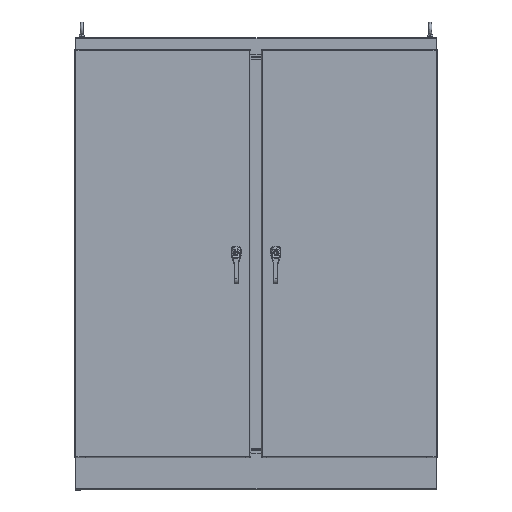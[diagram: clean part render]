
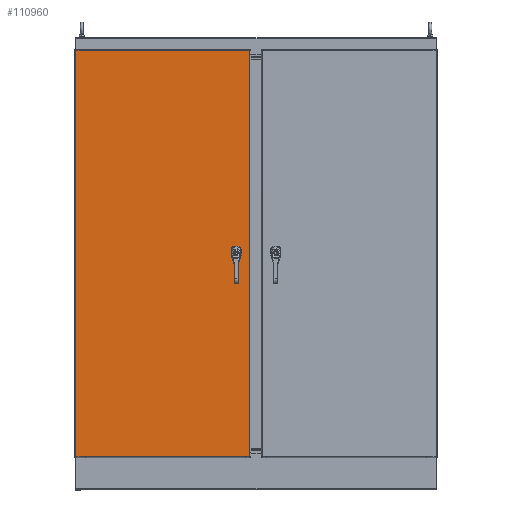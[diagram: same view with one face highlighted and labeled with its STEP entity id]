
A CAD part, top view. The second image highlights one B-rep face of the part: STEP entity #110960.
In plain terms, the highlighted planar face has unit normal (0, 0, 1).
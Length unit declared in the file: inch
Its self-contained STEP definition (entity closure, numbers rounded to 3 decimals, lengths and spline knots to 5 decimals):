
#1139 = CARTESIAN_POINT ( 'NONE',  ( 31.617, 46.74588, 21.34925 ) ) ;
#1561 = AXIS2_PLACEMENT_3D ( 'NONE', #119621, #108085, #36385 ) ;
#3616 = VECTOR ( 'NONE', #42723, 39.37008 ) ;
#4198 = CARTESIAN_POINT ( 'NONE',  ( 31.8765, 46.0735, 21.34925 ) ) ;
#5301 = VERTEX_POINT ( 'NONE', #141921 ) ;
#6712 = ORIENTED_EDGE ( 'NONE', *, *, #134447, .T. ) ;
#7502 = DIRECTION ( 'NONE',  ( 0., 0., -1. ) ) ;
#8802 = EDGE_LOOP ( 'NONE', ( #53398, #50757, #121531, #115373, #105280, #91635, #116759, #14932 ) ) ;
#11800 = DIRECTION ( 'NONE',  ( -1., 0., 0. ) ) ;
#12106 = VERTEX_POINT ( 'NONE', #58583 ) ;
#13154 = DIRECTION ( 'NONE',  ( 0., 1., 0. ) ) ;
#14932 = ORIENTED_EDGE ( 'NONE', *, *, #86061, .T. ) ;
#17716 = VECTOR ( 'NONE', #13154, 39.37008 ) ;
#19072 = CIRCLE ( 'NONE', #87061, 0.1405 ) ;
#19638 = CARTESIAN_POINT ( 'NONE',  ( 17.392, 87.44825, 21.34925 ) ) ;
#20251 = EDGE_CURVE ( 'NONE', #112998, #135830, #131039, .T. ) ;
#20321 = CIRCLE ( 'NONE', #143282, 0.453 ) ;
#21174 = CARTESIAN_POINT ( 'NONE',  ( 32.017, 47.8435, 21.34925 ) ) ;
#22548 = CARTESIAN_POINT ( 'NONE',  ( 32.22962, 46.5585, 21.34925 ) ) ;
#23586 = FACE_BOUND ( 'NONE', #8802, .T. ) ;
#26473 = VERTEX_POINT ( 'NONE', #150260 ) ;
#27951 = DIRECTION ( 'NONE',  ( 0., 0., -1. ) ) ;
#31525 = CARTESIAN_POINT ( 'NONE',  ( 32.417, 46.9585, 21.34925 ) ) ;
#31562 = CARTESIAN_POINT ( 'NONE',  ( 17.392, 6.46875, 21.34925 ) ) ;
#31638 = VERTEX_POINT ( 'NONE', #22548 ) ;
#32562 = EDGE_LOOP ( 'NONE', ( #152601 ) ) ;
#33138 = DIRECTION ( 'NONE',  ( 0., 0., -1. ) ) ;
#34461 = AXIS2_PLACEMENT_3D ( 'NONE', #153356, #7502, #103860 ) ;
#35540 = CARTESIAN_POINT ( 'NONE',  ( 31.8765, 47.8435, 21.34925 ) ) ;
#36385 = DIRECTION ( 'NONE',  ( -1., 0., 0. ) ) ;
#36673 = FACE_BOUND ( 'NONE', #77875, .T. ) ;
#40939 = EDGE_CURVE ( 'NONE', #55586, #55586, #76110, .T. ) ;
#41069 = CARTESIAN_POINT ( 'NONE',  ( 32.017, 46.0735, 21.34925 ) ) ;
#42004 = LINE ( 'NONE', #86737, #91029 ) ;
#42723 = DIRECTION ( 'NONE',  ( -1., 0., 0. ) ) ;
#43035 = VECTOR ( 'NONE', #127688, 39.37008 ) ;
#43081 = DIRECTION ( 'NONE',  ( 0., -1., 0. ) ) ;
#43265 = ORIENTED_EDGE ( 'NONE', *, *, #127095, .T. ) ;
#43558 = ORIENTED_EDGE ( 'NONE', *, *, #90820, .T. ) ;
#44164 = CARTESIAN_POINT ( 'NONE',  ( 32.017, 46.9585, 21.34925 ) ) ;
#46250 = EDGE_CURVE ( 'NONE', #86559, #112998, #78855, .T. ) ;
#47164 = VERTEX_POINT ( 'NONE', #71001 ) ;
#47531 = EDGE_CURVE ( 'NONE', #65686, #86559, #146361, .T. ) ;
#48926 = DIRECTION ( 'NONE',  ( 0., 0., -1. ) ) ;
#50757 = ORIENTED_EDGE ( 'NONE', *, *, #119650, .T. ) ;
#52373 = VECTOR ( 'NONE', #130101, 39.37008 ) ;
#53398 = ORIENTED_EDGE ( 'NONE', *, *, #136669, .T. ) ;
#54335 = CARTESIAN_POINT ( 'NONE',  ( 34.69425, 87.44825, 21.34925 ) ) ;
#54589 = ORIENTED_EDGE ( 'NONE', *, *, #40939, .T. ) ;
#55586 = VERTEX_POINT ( 'NONE', #4198 ) ;
#55652 = CARTESIAN_POINT ( 'NONE',  ( 31.80438, 46.5585, 21.34925 ) ) ;
#58583 = CARTESIAN_POINT ( 'NONE',  ( 32.417, 46.74588, 21.34925 ) ) ;
#61078 = DIRECTION ( 'NONE',  ( -1., 0., 0. ) ) ;
#65686 = VERTEX_POINT ( 'NONE', #136525 ) ;
#66796 = ORIENTED_EDGE ( 'NONE', *, *, #76526, .T. ) ;
#70653 = CARTESIAN_POINT ( 'NONE',  ( 17.392, 47.3585, 21.34925 ) ) ;
#71001 = CARTESIAN_POINT ( 'NONE',  ( 34.69425, 6.46875, 21.34925 ) ) ;
#72100 = VERTEX_POINT ( 'NONE', #1139 ) ;
#72888 = LINE ( 'NONE', #132794, #155858 ) ;
#75427 = DIRECTION ( 'NONE',  ( 0., 0., -1. ) ) ;
#76110 = CIRCLE ( 'NONE', #148563, 0.1405 ) ;
#76526 = EDGE_CURVE ( 'NONE', #100148, #93584, #84634, .T. ) ;
#77875 = EDGE_LOOP ( 'NONE', ( #81820 ) ) ;
#78855 = LINE ( 'NONE', #70653, #52373 ) ;
#80101 = DIRECTION ( 'NONE',  ( -1., 0., 0. ) ) ;
#81820 = ORIENTED_EDGE ( 'NONE', *, *, #84157, .T. ) ;
#82648 = EDGE_CURVE ( 'NONE', #94374, #72100, #138066, .T. ) ;
#84157 = EDGE_CURVE ( 'NONE', #134277, #134277, #19072, .T. ) ;
#84634 = LINE ( 'NONE', #19638, #3616 ) ;
#86061 = EDGE_CURVE ( 'NONE', #135830, #12106, #107217, .T. ) ;
#86559 = VERTEX_POINT ( 'NONE', #132552 ) ;
#86737 = CARTESIAN_POINT ( 'NONE',  ( 34.69425, 46.9585, 21.34925 ) ) ;
#87061 = AXIS2_PLACEMENT_3D ( 'NONE', #21174, #130559, #80101 ) ;
#90820 = EDGE_CURVE ( 'NONE', #47164, #100148, #42004, .T. ) ;
#91029 = VECTOR ( 'NONE', #98833, 39.37008 ) ;
#91635 = ORIENTED_EDGE ( 'NONE', *, *, #46250, .T. ) ;
#93584 = VERTEX_POINT ( 'NONE', #126250 ) ;
#93934 = EDGE_LOOP ( 'NONE', ( #43558, #66796, #6712, #43265 ) ) ;
#94374 = VERTEX_POINT ( 'NONE', #55652 ) ;
#96933 = CARTESIAN_POINT ( 'NONE',  ( 32.017, 46.9585, 21.34925 ) ) ;
#97753 = CARTESIAN_POINT ( 'NONE',  ( 32.22962, 47.3585, 21.34925 ) ) ;
#98833 = DIRECTION ( 'NONE',  ( 0., 1., 0. ) ) ;
#100148 = VERTEX_POINT ( 'NONE', #54335 ) ;
#103413 = VECTOR ( 'NONE', #43081, 39.37008 ) ;
#103860 = DIRECTION ( 'NONE',  ( -1., 0., 0. ) ) ;
#105280 = ORIENTED_EDGE ( 'NONE', *, *, #47531, .T. ) ;
#106274 = LINE ( 'NONE', #131566, #17716 ) ;
#106420 = FACE_OUTER_BOUND ( 'NONE', #93934, .T. ) ;
#106890 = LINE ( 'NONE', #31562, #150237 ) ;
#107217 = LINE ( 'NONE', #31525, #103413 ) ;
#108085 = DIRECTION ( 'NONE',  ( 0., 0., -1. ) ) ;
#110960 = ADVANCED_FACE ( 'NONE', ( #23586, #138364, #36673, #134548, #106420 ), #114382, .T. ) ;
#111795 = EDGE_LOOP ( 'NONE', ( #54589 ) ) ;
#112998 = VERTEX_POINT ( 'NONE', #97753 ) ;
#114382 = PLANE ( 'NONE',  #147359 ) ;
#114889 = DIRECTION ( 'NONE',  ( 1., 0., 0. ) ) ;
#115053 = EDGE_CURVE ( 'NONE', #26473, #26473, #143305, .T. ) ;
#115373 = ORIENTED_EDGE ( 'NONE', *, *, #121686, .T. ) ;
#116759 = ORIENTED_EDGE ( 'NONE', *, *, #20251, .T. ) ;
#117419 = DIRECTION ( 'NONE',  ( -1., 0., 0. ) ) ;
#118503 = LINE ( 'NONE', #138272, #43035 ) ;
#119621 = CARTESIAN_POINT ( 'NONE',  ( 32.017, 45.5815, 21.34925 ) ) ;
#119650 = EDGE_CURVE ( 'NONE', #31638, #94374, #72888, .T. ) ;
#121531 = ORIENTED_EDGE ( 'NONE', *, *, #82648, .T. ) ;
#121686 = EDGE_CURVE ( 'NONE', #72100, #65686, #106274, .T. ) ;
#124303 = CARTESIAN_POINT ( 'NONE',  ( 32.017, 46.9585, 21.34925 ) ) ;
#125867 = CARTESIAN_POINT ( 'NONE',  ( 17.392, 46.9585, 21.34925 ) ) ;
#126250 = CARTESIAN_POINT ( 'NONE',  ( 0.08975, 87.44825, 21.34925 ) ) ;
#127095 = EDGE_CURVE ( 'NONE', #5301, #47164, #106890, .T. ) ;
#127688 = DIRECTION ( 'NONE',  ( 0., -1., 0. ) ) ;
#128268 = CARTESIAN_POINT ( 'NONE',  ( 32.417, 47.17112, 21.34925 ) ) ;
#130101 = DIRECTION ( 'NONE',  ( 1., 0., 0. ) ) ;
#130559 = DIRECTION ( 'NONE',  ( 0., 0., -1. ) ) ;
#131039 = CIRCLE ( 'NONE', #146291, 0.453 ) ;
#131566 = CARTESIAN_POINT ( 'NONE',  ( 31.617, 46.9585, 21.34925 ) ) ;
#132552 = CARTESIAN_POINT ( 'NONE',  ( 31.80438, 47.3585, 21.34925 ) ) ;
#132794 = CARTESIAN_POINT ( 'NONE',  ( 17.392, 46.5585, 21.34925 ) ) ;
#134277 = VERTEX_POINT ( 'NONE', #35540 ) ;
#134447 = EDGE_CURVE ( 'NONE', #93584, #5301, #118503, .T. ) ;
#134548 = FACE_BOUND ( 'NONE', #32562, .T. ) ;
#135830 = VERTEX_POINT ( 'NONE', #128268 ) ;
#135900 = DIRECTION ( 'NONE',  ( -1., 0., 0. ) ) ;
#136525 = CARTESIAN_POINT ( 'NONE',  ( 31.617, 47.17112, 21.34925 ) ) ;
#136669 = EDGE_CURVE ( 'NONE', #12106, #31638, #20321, .T. ) ;
#137399 = AXIS2_PLACEMENT_3D ( 'NONE', #96933, #48926, #61078 ) ;
#138066 = CIRCLE ( 'NONE', #34461, 0.453 ) ;
#138272 = CARTESIAN_POINT ( 'NONE',  ( 0.08975, 46.9585, 21.34925 ) ) ;
#138364 = FACE_BOUND ( 'NONE', #111795, .T. ) ;
#141921 = CARTESIAN_POINT ( 'NONE',  ( 0.08975, 6.46875, 21.34925 ) ) ;
#143282 = AXIS2_PLACEMENT_3D ( 'NONE', #44164, #33138, #117419 ) ;
#143305 = CIRCLE ( 'NONE', #1561, 0.1405 ) ;
#146291 = AXIS2_PLACEMENT_3D ( 'NONE', #124303, #75427, #135900 ) ;
#146361 = CIRCLE ( 'NONE', #137399, 0.453 ) ;
#147359 = AXIS2_PLACEMENT_3D ( 'NONE', #125867, #150695, #114889 ) ;
#148049 = DIRECTION ( 'NONE',  ( -1., 0., 0. ) ) ;
#148563 = AXIS2_PLACEMENT_3D ( 'NONE', #41069, #27951, #148049 ) ;
#150237 = VECTOR ( 'NONE', #152169, 39.37008 ) ;
#150260 = CARTESIAN_POINT ( 'NONE',  ( 31.8765, 45.5815, 21.34925 ) ) ;
#150695 = DIRECTION ( 'NONE',  ( 0., 0., 1. ) ) ;
#152169 = DIRECTION ( 'NONE',  ( 1., 0., 0. ) ) ;
#152601 = ORIENTED_EDGE ( 'NONE', *, *, #115053, .T. ) ;
#153356 = CARTESIAN_POINT ( 'NONE',  ( 32.017, 46.9585, 21.34925 ) ) ;
#155858 = VECTOR ( 'NONE', #11800, 39.37008 ) ;
